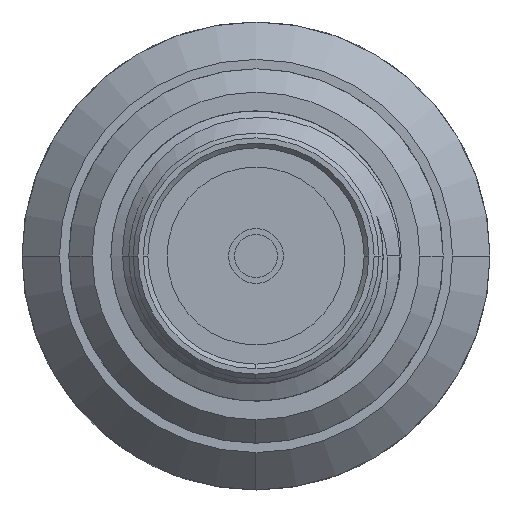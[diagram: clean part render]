
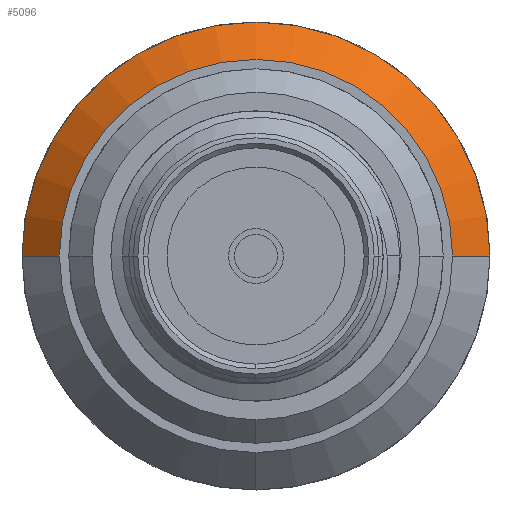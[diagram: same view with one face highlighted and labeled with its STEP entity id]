
A CAD part, left-side view. The second image highlights one B-rep face of the part: STEP entity #5096.
In plain terms, the highlighted conical face has half-angle 45 degrees and reference radius 4.6 mm.
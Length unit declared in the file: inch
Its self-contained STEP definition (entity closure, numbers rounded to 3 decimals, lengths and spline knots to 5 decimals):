
#396 = CIRCLE ( 'NONE', #6611, 0.19685 ) ;
#712 = CARTESIAN_POINT ( 'NONE',  ( 0.69488, 0.16535, 0. ) ) ;
#905 = CARTESIAN_POINT ( 'NONE',  ( 0.69488, 0.16535, 0. ) ) ;
#1104 = AXIS2_PLACEMENT_3D ( 'NONE', #3056, #3101, #6309 ) ;
#1241 = VERTEX_POINT ( 'NONE', #7514 ) ;
#1408 = DIRECTION ( 'NONE',  ( 0., 0., -1. ) ) ;
#1582 = FACE_OUTER_BOUND ( 'NONE', #8536, .T. ) ;
#1899 = DIRECTION ( 'NONE',  ( 0.707, -0.707, 0. ) ) ;
#2198 = LINE ( 'NONE', #905, #5574 ) ;
#2334 = CONICAL_SURFACE ( 'NONE', #3574, 0.1811, 0.785 ) ;
#2708 = VERTEX_POINT ( 'NONE', #4281 ) ;
#2948 = EDGE_CURVE ( 'NONE', #1241, #6091, #396, .T. ) ;
#3056 = CARTESIAN_POINT ( 'NONE',  ( 0.69488, 0., 0. ) ) ;
#3101 = DIRECTION ( 'NONE',  ( -1., 0., 0. ) ) ;
#3272 = ORIENTED_EDGE ( 'NONE', *, *, #2948, .T. ) ;
#3531 = DIRECTION ( 'NONE',  ( 0.707, 0.707, 0. ) ) ;
#3560 = ORIENTED_EDGE ( 'NONE', *, *, #4485, .F. ) ;
#3574 = AXIS2_PLACEMENT_3D ( 'NONE', #5424, #7351, #1408 ) ;
#3921 = CARTESIAN_POINT ( 'NONE',  ( 0.69488, -0.16535, 0. ) ) ;
#4281 = CARTESIAN_POINT ( 'NONE',  ( 0.69488, -0.16535, 0. ) ) ;
#4373 = DIRECTION ( 'NONE',  ( -1., 0., 0. ) ) ;
#4454 = DIRECTION ( 'NONE',  ( 0., -1., 0. ) ) ;
#4485 = EDGE_CURVE ( 'NONE', #2708, #7580, #6625, .T. ) ;
#4879 = VECTOR ( 'NONE', #1899, 39.37008 ) ;
#5096 = ADVANCED_FACE ( 'NONE', ( #1582 ), #2334, .T. ) ;
#5424 = CARTESIAN_POINT ( 'NONE',  ( 0.71063, 0., 0. ) ) ;
#5574 = VECTOR ( 'NONE', #3531, 39.37008 ) ;
#5913 = LINE ( 'NONE', #3921, #4879 ) ;
#6091 = VERTEX_POINT ( 'NONE', #8100 ) ;
#6108 = EDGE_CURVE ( 'NONE', #7580, #6091, #2198, .T. ) ;
#6264 = ORIENTED_EDGE ( 'NONE', *, *, #6108, .F. ) ;
#6309 = DIRECTION ( 'NONE',  ( 0., -1., 0. ) ) ;
#6444 = EDGE_CURVE ( 'NONE', #2708, #1241, #5913, .T. ) ;
#6611 = AXIS2_PLACEMENT_3D ( 'NONE', #7638, #4373, #4454 ) ;
#6625 = CIRCLE ( 'NONE', #1104, 0.16535 ) ;
#7351 = DIRECTION ( 'NONE',  ( 1., 0., 0. ) ) ;
#7514 = CARTESIAN_POINT ( 'NONE',  ( 0.72638, -0.19685, 0. ) ) ;
#7580 = VERTEX_POINT ( 'NONE', #712 ) ;
#7638 = CARTESIAN_POINT ( 'NONE',  ( 0.72638, 0., 0. ) ) ;
#8100 = CARTESIAN_POINT ( 'NONE',  ( 0.72638, 0.19685, 0. ) ) ;
#8211 = ORIENTED_EDGE ( 'NONE', *, *, #6444, .T. ) ;
#8536 = EDGE_LOOP ( 'NONE', ( #8211, #3272, #6264, #3560 ) ) ;
